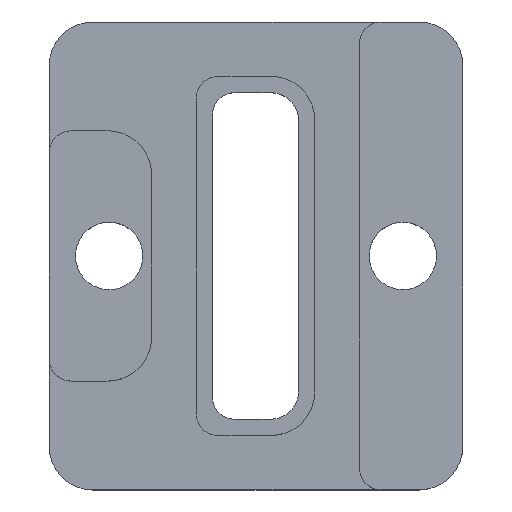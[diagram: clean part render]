
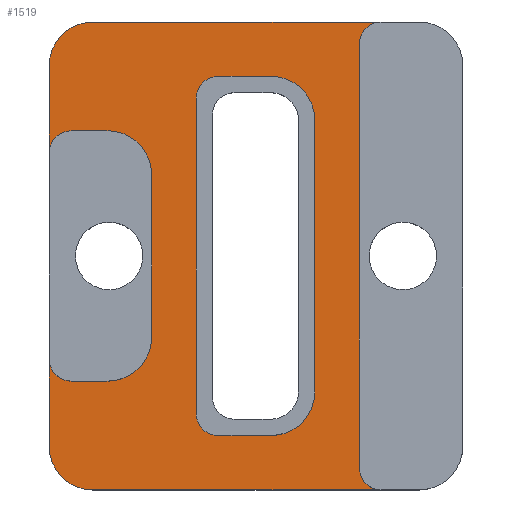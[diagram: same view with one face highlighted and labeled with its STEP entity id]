
A CAD part, top view. The second image highlights one B-rep face of the part: STEP entity #1519.
In plain terms, the highlighted planar face has unit normal (0, 0, 1).
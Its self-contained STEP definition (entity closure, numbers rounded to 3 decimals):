
#282=CARTESIAN_POINT('Vertex',(-12.1,0.,0.)) ;
#287=CARTESIAN_POINT('Line Origine',(-12.1,6.25,0.)) ;
#291=CARTESIAN_POINT('Vertex',(-12.1,12.5,0.)) ;
#318=CARTESIAN_POINT('Axis2P3D Location',(-16.1,12.5,0.)) ;
#322=CARTESIAN_POINT('Vertex',(-16.1,16.5,0.)) ;
#353=CARTESIAN_POINT('Vertex',(-16.1,-16.5,0.)) ;
#358=CARTESIAN_POINT('Axis2P3D Location',(-16.1,-12.5,0.)) ;
#362=CARTESIAN_POINT('Vertex',(-12.1,-12.5,0.)) ;
#384=CARTESIAN_POINT('Line Origine',(-12.1,-6.25,0.)) ;
#410=CARTESIAN_POINT('Vertex',(-27.1,7.5,0.)) ;
#415=CARTESIAN_POINT('Axis2P3D Location',(-31.1,7.5,0.)) ;
#419=CARTESIAN_POINT('Vertex',(-31.1,11.5,0.)) ;
#450=CARTESIAN_POINT('Vertex',(-27.1,0.,0.)) ;
#455=CARTESIAN_POINT('Line Origine',(-27.1,3.75,0.)) ;
#476=CARTESIAN_POINT('Vertex',(-27.1,-7.5,0.)) ;
#481=CARTESIAN_POINT('Line Origine',(-27.1,-3.75,0.)) ;
#507=CARTESIAN_POINT('Vertex',(-31.1,-11.5,0.)) ;
#512=CARTESIAN_POINT('Axis2P3D Location',(-31.1,-7.5,0.)) ;
#734=CARTESIAN_POINT('Line Origine',(-32.8,11.5,0.)) ;
#738=CARTESIAN_POINT('Vertex',(-34.5,11.5,0.)) ;
#765=CARTESIAN_POINT('Axis2P3D Location',(-34.5,9.5,0.)) ;
#769=CARTESIAN_POINT('Vertex',(-36.5,9.5,0.)) ;
#796=CARTESIAN_POINT('Line Origine',(-18.55,16.5,0.)) ;
#800=CARTESIAN_POINT('Vertex',(-21.,16.5,0.)) ;
#820=CARTESIAN_POINT('Line Origine',(-23.,7.25,0.)) ;
#824=CARTESIAN_POINT('Vertex',(-23.,14.5,0.)) ;
#826=CARTESIAN_POINT('Vertex',(-23.,0.,0.)) ;
#865=CARTESIAN_POINT('Axis2P3D Location',(-21.,14.5,0.)) ;
#895=CARTESIAN_POINT('Vertex',(-6.,21.5,0.)) ;
#898=CARTESIAN_POINT('Axis2P3D Location',(-6.,19.5,0.)) ;
#902=CARTESIAN_POINT('Vertex',(-8.,19.5,0.)) ;
#926=CARTESIAN_POINT('Vertex',(-34.5,-11.5,0.)) ;
#931=CARTESIAN_POINT('Line Origine',(-32.8,-11.5,0.)) ;
#990=CARTESIAN_POINT('Vertex',(-36.5,-9.5,0.)) ;
#993=CARTESIAN_POINT('Axis2P3D Location',(-34.5,-9.5,0.)) ;
#1012=CARTESIAN_POINT('Line Origine',(-23.,-7.25,0.)) ;
#1016=CARTESIAN_POINT('Vertex',(-23.,-14.5,0.)) ;
#1040=CARTESIAN_POINT('Vertex',(-21.,-16.5,0.)) ;
#1045=CARTESIAN_POINT('Line Origine',(-18.55,-16.5,0.)) ;
#1097=CARTESIAN_POINT('Axis2P3D Location',(-21.,-14.5,0.)) ;
#1121=CARTESIAN_POINT('Line Origine',(-8.,0.,0.)) ;
#1125=CARTESIAN_POINT('Vertex',(-8.,-19.5,0.)) ;
#1152=CARTESIAN_POINT('Axis2P3D Location',(-6.,-19.5,0.)) ;
#1156=CARTESIAN_POINT('Vertex',(-6.,-21.5,0.)) ;
#1336=CARTESIAN_POINT('Vertex',(-32.5,21.5,0.)) ;
#1339=CARTESIAN_POINT('Line Origine',(-19.25,21.5,0.)) ;
#1363=CARTESIAN_POINT('Axis2P3D Location',(-32.5,17.5,0.)) ;
#1367=CARTESIAN_POINT('Vertex',(-36.5,17.5,0.)) ;
#1401=CARTESIAN_POINT('Line Origine',(-19.25,-21.5,0.)) ;
#1405=CARTESIAN_POINT('Vertex',(-32.5,-21.5,0.)) ;
#1433=CARTESIAN_POINT('Vertex',(-36.5,-17.5,0.)) ;
#1436=CARTESIAN_POINT('Line Origine',(-36.5,0.,0.)) ;
#1440=CARTESIAN_POINT('Vertex',(-36.5,-11.5,0.)) ;
#1444=CARTESIAN_POINT('Control Point',(-36.5,-9.5,0.)) ;
#1445=CARTESIAN_POINT('Control Point',(-36.5,-11.5,0.)) ;
#1448=CARTESIAN_POINT('Control Point',(-36.5,11.5,0.)) ;
#1449=CARTESIAN_POINT('Control Point',(-36.5,9.5,0.)) ;
#1450=CARTESIAN_POINT('Vertex',(-36.5,11.5,0.)) ;
#1453=CARTESIAN_POINT('Line Origine',(-36.5,0.,0.)) ;
#1476=CARTESIAN_POINT('Axis2P3D Location',(0.,0.,0.)) ;
#1481=CARTESIAN_POINT('Axis2P3D Location',(-32.5,-17.5,0.)) ;
#288=DIRECTION('Vector Direction',(0.,1.,0.)) ;
#319=DIRECTION('Axis2P3D Direction',(0.,0.,1.)) ;
#359=DIRECTION('Axis2P3D Direction',(0.,0.,1.)) ;
#385=DIRECTION('Vector Direction',(0.,-1.,0.)) ;
#416=DIRECTION('Axis2P3D Direction',(0.,0.,1.)) ;
#456=DIRECTION('Vector Direction',(0.,1.,0.)) ;
#482=DIRECTION('Vector Direction',(0.,-1.,0.)) ;
#513=DIRECTION('Axis2P3D Direction',(0.,0.,1.)) ;
#735=DIRECTION('Vector Direction',(1.,0.,0.)) ;
#766=DIRECTION('Axis2P3D Direction',(0.,0.,1.)) ;
#797=DIRECTION('Vector Direction',(-1.,0.,0.)) ;
#821=DIRECTION('Vector Direction',(0.,-1.,0.)) ;
#866=DIRECTION('Axis2P3D Direction',(0.,0.,1.)) ;
#899=DIRECTION('Axis2P3D Direction',(0.,0.,1.)) ;
#932=DIRECTION('Vector Direction',(1.,0.,0.)) ;
#994=DIRECTION('Axis2P3D Direction',(0.,0.,1.)) ;
#1013=DIRECTION('Vector Direction',(0.,1.,0.)) ;
#1046=DIRECTION('Vector Direction',(-1.,0.,0.)) ;
#1098=DIRECTION('Axis2P3D Direction',(0.,0.,1.)) ;
#1122=DIRECTION('Vector Direction',(0.,-1.,0.)) ;
#1153=DIRECTION('Axis2P3D Direction',(0.,0.,1.)) ;
#1340=DIRECTION('Vector Direction',(-1.,0.,0.)) ;
#1364=DIRECTION('Axis2P3D Direction',(0.,0.,-1.)) ;
#1402=DIRECTION('Vector Direction',(-1.,0.,0.)) ;
#1437=DIRECTION('Vector Direction',(0.,-1.,0.)) ;
#1454=DIRECTION('Vector Direction',(0.,-1.,0.)) ;
#1477=DIRECTION('Axis2P3D Direction',(0.,0.,1.)) ;
#1478=DIRECTION('Axis2P3D XDirection',(1.,0.,0.)) ;
#1482=DIRECTION('Axis2P3D Direction',(0.,0.,1.)) ;
#320=AXIS2_PLACEMENT_3D('Circle Axis2P3D',#318,#319,$) ;
#360=AXIS2_PLACEMENT_3D('Circle Axis2P3D',#358,#359,$) ;
#417=AXIS2_PLACEMENT_3D('Circle Axis2P3D',#415,#416,$) ;
#514=AXIS2_PLACEMENT_3D('Circle Axis2P3D',#512,#513,$) ;
#767=AXIS2_PLACEMENT_3D('Circle Axis2P3D',#765,#766,$) ;
#867=AXIS2_PLACEMENT_3D('Circle Axis2P3D',#865,#866,$) ;
#900=AXIS2_PLACEMENT_3D('Circle Axis2P3D',#898,#899,$) ;
#995=AXIS2_PLACEMENT_3D('Circle Axis2P3D',#993,#994,$) ;
#1099=AXIS2_PLACEMENT_3D('Circle Axis2P3D',#1097,#1098,$) ;
#1154=AXIS2_PLACEMENT_3D('Circle Axis2P3D',#1152,#1153,$) ;
#1365=AXIS2_PLACEMENT_3D('Circle Axis2P3D',#1363,#1364,$) ;
#1479=AXIS2_PLACEMENT_3D('Plane Axis2P3D',#1476,#1477,#1478) ;
#1483=AXIS2_PLACEMENT_3D('Circle Axis2P3D',#1481,#1482,$) ;
#1487=ORIENTED_EDGE('',*,*,#1407,.T.) ;
#1488=ORIENTED_EDGE('',*,*,#1158,.F.) ;
#1489=ORIENTED_EDGE('',*,*,#1127,.F.) ;
#1490=ORIENTED_EDGE('',*,*,#904,.F.) ;
#1491=ORIENTED_EDGE('',*,*,#1343,.T.) ;
#1492=ORIENTED_EDGE('',*,*,#1369,.F.) ;
#1493=ORIENTED_EDGE('',*,*,#1457,.F.) ;
#1494=ORIENTED_EDGE('',*,*,#1452,.T.) ;
#1495=ORIENTED_EDGE('',*,*,#771,.F.) ;
#1496=ORIENTED_EDGE('',*,*,#740,.T.) ;
#1497=ORIENTED_EDGE('',*,*,#421,.F.) ;
#1498=ORIENTED_EDGE('',*,*,#459,.F.) ;
#1499=ORIENTED_EDGE('',*,*,#485,.F.) ;
#1500=ORIENTED_EDGE('',*,*,#516,.F.) ;
#1501=ORIENTED_EDGE('',*,*,#935,.F.) ;
#1502=ORIENTED_EDGE('',*,*,#997,.F.) ;
#1503=ORIENTED_EDGE('',*,*,#1446,.T.) ;
#1504=ORIENTED_EDGE('',*,*,#1442,.F.) ;
#1505=ORIENTED_EDGE('',*,*,#1485,.F.) ;
#1508=ORIENTED_EDGE('',*,*,#1101,.F.) ;
#1509=ORIENTED_EDGE('',*,*,#1018,.F.) ;
#1510=ORIENTED_EDGE('',*,*,#828,.F.) ;
#1511=ORIENTED_EDGE('',*,*,#869,.F.) ;
#1512=ORIENTED_EDGE('',*,*,#802,.F.) ;
#1513=ORIENTED_EDGE('',*,*,#324,.F.) ;
#1514=ORIENTED_EDGE('',*,*,#293,.F.) ;
#1515=ORIENTED_EDGE('',*,*,#388,.F.) ;
#1516=ORIENTED_EDGE('',*,*,#364,.F.) ;
#1517=ORIENTED_EDGE('',*,*,#1049,.F.) ;
#1518=FACE_BOUND('',#1507,.T.) ;
#289=VECTOR('Line Direction',#288,1.) ;
#386=VECTOR('Line Direction',#385,1.) ;
#457=VECTOR('Line Direction',#456,1.) ;
#483=VECTOR('Line Direction',#482,1.) ;
#736=VECTOR('Line Direction',#735,1.) ;
#798=VECTOR('Line Direction',#797,1.) ;
#822=VECTOR('Line Direction',#821,1.) ;
#933=VECTOR('Line Direction',#932,1.) ;
#1014=VECTOR('Line Direction',#1013,1.) ;
#1047=VECTOR('Line Direction',#1046,1.) ;
#1123=VECTOR('Line Direction',#1122,1.) ;
#1341=VECTOR('Line Direction',#1340,1.) ;
#1403=VECTOR('Line Direction',#1402,1.) ;
#1438=VECTOR('Line Direction',#1437,1.) ;
#1455=VECTOR('Line Direction',#1454,1.) ;
#1519=ADVANCED_FACE('',(#1506,#1518),#1480,.T.) ;
#1443=B_SPLINE_CURVE_WITH_KNOTS('',1,(#1444,#1445),.UNSPECIFIED.,.F.,.U.,(2,2),(-1.,1.),.UNSPECIFIED.) ;
#1447=B_SPLINE_CURVE_WITH_KNOTS('',1,(#1448,#1449),.UNSPECIFIED.,.F.,.U.,(2,2),(-1.,1.),.UNSPECIFIED.) ;
#321=CIRCLE('generated circle',#320,4.) ;
#361=CIRCLE('generated circle',#360,4.) ;
#418=CIRCLE('generated circle',#417,4.) ;
#515=CIRCLE('generated circle',#514,4.) ;
#768=CIRCLE('generated circle',#767,2.) ;
#868=CIRCLE('generated circle',#867,2.) ;
#901=CIRCLE('generated circle',#900,2.) ;
#996=CIRCLE('generated circle',#995,2.) ;
#1100=CIRCLE('generated circle',#1099,2.) ;
#1155=CIRCLE('generated circle',#1154,2.) ;
#1366=CIRCLE('generated circle',#1365,4.) ;
#1484=CIRCLE('generated circle',#1483,4.) ;
#293=EDGE_CURVE('',#283,#292,#290,.T.) ;
#324=EDGE_CURVE('',#292,#323,#321,.T.) ;
#364=EDGE_CURVE('',#354,#363,#361,.T.) ;
#388=EDGE_CURVE('',#363,#283,#387,.F.) ;
#421=EDGE_CURVE('',#411,#420,#418,.T.) ;
#459=EDGE_CURVE('',#451,#411,#458,.T.) ;
#485=EDGE_CURVE('',#477,#451,#484,.F.) ;
#516=EDGE_CURVE('',#508,#477,#515,.T.) ;
#740=EDGE_CURVE('',#739,#420,#737,.T.) ;
#771=EDGE_CURVE('',#739,#770,#768,.T.) ;
#802=EDGE_CURVE('',#323,#801,#799,.T.) ;
#828=EDGE_CURVE('',#825,#827,#823,.T.) ;
#869=EDGE_CURVE('',#801,#825,#868,.T.) ;
#904=EDGE_CURVE('',#896,#903,#901,.T.) ;
#935=EDGE_CURVE('',#927,#508,#934,.T.) ;
#997=EDGE_CURVE('',#991,#927,#996,.T.) ;
#1018=EDGE_CURVE('',#827,#1017,#1015,.F.) ;
#1049=EDGE_CURVE('',#1041,#354,#1048,.F.) ;
#1101=EDGE_CURVE('',#1017,#1041,#1100,.T.) ;
#1127=EDGE_CURVE('',#903,#1126,#1124,.T.) ;
#1158=EDGE_CURVE('',#1126,#1157,#1155,.T.) ;
#1343=EDGE_CURVE('',#896,#1337,#1342,.T.) ;
#1369=EDGE_CURVE('',#1368,#1337,#1366,.T.) ;
#1407=EDGE_CURVE('',#1406,#1157,#1404,.F.) ;
#1442=EDGE_CURVE('',#1434,#1441,#1439,.F.) ;
#1446=EDGE_CURVE('',#991,#1441,#1443,.T.) ;
#1452=EDGE_CURVE('',#1451,#770,#1447,.T.) ;
#1457=EDGE_CURVE('',#1451,#1368,#1456,.F.) ;
#1485=EDGE_CURVE('',#1406,#1434,#1484,.F.) ;
#1486=EDGE_LOOP('',(#1487,#1488,#1489,#1490,#1491,#1492,#1493,#1494,#1495,#1496,#1497,#1498,#1499,#1500,#1501,#1502,#1503,#1504,#1505)) ;
#1507=EDGE_LOOP('',(#1508,#1509,#1510,#1511,#1512,#1513,#1514,#1515,#1516,#1517)) ;
#1506=FACE_OUTER_BOUND('',#1486,.T.) ;
#290=LINE('Line',#287,#289) ;
#387=LINE('Line',#384,#386) ;
#458=LINE('Line',#455,#457) ;
#484=LINE('Line',#481,#483) ;
#737=LINE('Line',#734,#736) ;
#799=LINE('Line',#796,#798) ;
#823=LINE('Line',#820,#822) ;
#934=LINE('Line',#931,#933) ;
#1015=LINE('Line',#1012,#1014) ;
#1048=LINE('Line',#1045,#1047) ;
#1124=LINE('Line',#1121,#1123) ;
#1342=LINE('Line',#1339,#1341) ;
#1404=LINE('Line',#1401,#1403) ;
#1439=LINE('Line',#1436,#1438) ;
#1456=LINE('Line',#1453,#1455) ;
#1480=PLANE('Plane',#1479) ;
#283=VERTEX_POINT('',#282) ;
#292=VERTEX_POINT('',#291) ;
#323=VERTEX_POINT('',#322) ;
#354=VERTEX_POINT('',#353) ;
#363=VERTEX_POINT('',#362) ;
#411=VERTEX_POINT('',#410) ;
#420=VERTEX_POINT('',#419) ;
#451=VERTEX_POINT('',#450) ;
#477=VERTEX_POINT('',#476) ;
#508=VERTEX_POINT('',#507) ;
#739=VERTEX_POINT('',#738) ;
#770=VERTEX_POINT('',#769) ;
#801=VERTEX_POINT('',#800) ;
#825=VERTEX_POINT('',#824) ;
#827=VERTEX_POINT('',#826) ;
#896=VERTEX_POINT('',#895) ;
#903=VERTEX_POINT('',#902) ;
#927=VERTEX_POINT('',#926) ;
#991=VERTEX_POINT('',#990) ;
#1017=VERTEX_POINT('',#1016) ;
#1041=VERTEX_POINT('',#1040) ;
#1126=VERTEX_POINT('',#1125) ;
#1157=VERTEX_POINT('',#1156) ;
#1337=VERTEX_POINT('',#1336) ;
#1368=VERTEX_POINT('',#1367) ;
#1406=VERTEX_POINT('',#1405) ;
#1434=VERTEX_POINT('',#1433) ;
#1441=VERTEX_POINT('',#1440) ;
#1451=VERTEX_POINT('',#1450) ;
